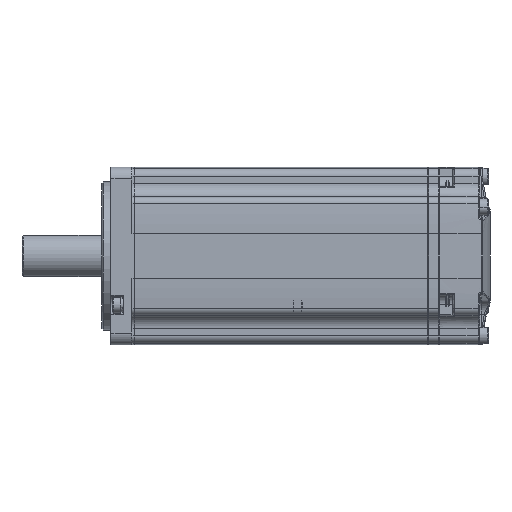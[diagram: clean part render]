
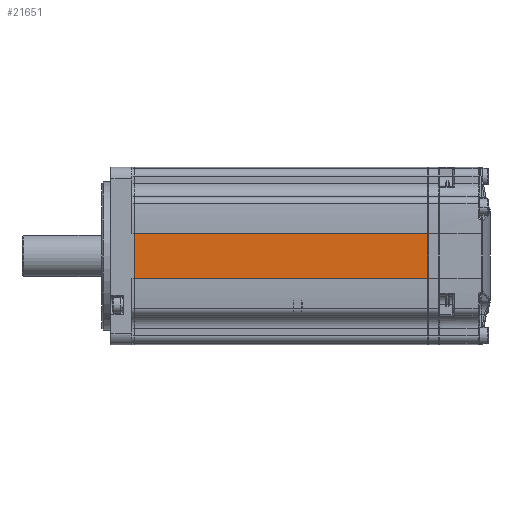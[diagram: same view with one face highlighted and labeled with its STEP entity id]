
A CAD part, front view. The second image highlights one B-rep face of the part: STEP entity #21651.
In plain terms, the highlighted planar face has unit normal (0, -1, 0).
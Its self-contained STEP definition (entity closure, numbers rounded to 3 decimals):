
#1373 = VECTOR ( 'NONE', #49776, 1000. ) ;
#4100 = CARTESIAN_POINT ( 'NONE',  ( 23.624, 15.781, 48.045 ) ) ;
#7309 = ORIENTED_EDGE ( 'NONE', *, *, #82657, .F. ) ;
#8949 = DIRECTION ( 'NONE',  ( 0., 0., -1. ) ) ;
#17273 = VECTOR ( 'NONE', #8949, 1000. ) ;
#18975 = VERTEX_POINT ( 'NONE', #61749 ) ;
#20153 = VECTOR ( 'NONE', #59286, 1000. ) ;
#20947 = DIRECTION ( 'NONE',  ( 0., 0., 1. ) ) ;
#21403 = LINE ( 'NONE', #68467, #17273 ) ;
#21651 = ADVANCED_FACE ( 'NONE', ( #82186 ), #66200, .F. ) ;
#24611 = DIRECTION ( 'NONE',  ( -1., 0., 0. ) ) ;
#29446 = CARTESIAN_POINT ( 'NONE',  ( 23.624, 15.781, 48.045 ) ) ;
#32607 = ORIENTED_EDGE ( 'NONE', *, *, #75893, .F. ) ;
#33545 = DIRECTION ( 'NONE',  ( 0., 1., 0. ) ) ;
#40447 = VERTEX_POINT ( 'NONE', #71262 ) ;
#43477 = LINE ( 'NONE', #29446, #1373 ) ;
#46547 = LINE ( 'NONE', #64119, #79240 ) ;
#49776 = DIRECTION ( 'NONE',  ( 0., 0., -1. ) ) ;
#53014 = EDGE_CURVE ( 'NONE', #18975, #73750, #46547, .T. ) ;
#59286 = DIRECTION ( 'NONE',  ( -1., 0., 0. ) ) ;
#60378 = EDGE_CURVE ( 'NONE', #73750, #40447, #43477, .T. ) ;
#60615 = ORIENTED_EDGE ( 'NONE', *, *, #60378, .T. ) ;
#61749 = CARTESIAN_POINT ( 'NONE',  ( 122.624, 15.781, 48.045 ) ) ;
#64119 = CARTESIAN_POINT ( 'NONE',  ( 122.624, 15.781, 48.045 ) ) ;
#65587 = CARTESIAN_POINT ( 'NONE',  ( 122.624, 15.781, 33.045 ) ) ;
#66200 = PLANE ( 'NONE',  #73428 ) ;
#68467 = CARTESIAN_POINT ( 'NONE',  ( 122.624, 15.781, 48.045 ) ) ;
#71262 = CARTESIAN_POINT ( 'NONE',  ( 23.624, 15.781, 33.045 ) ) ;
#73411 = ORIENTED_EDGE ( 'NONE', *, *, #53014, .T. ) ;
#73428 = AXIS2_PLACEMENT_3D ( 'NONE', #78755, #33545, #20947 ) ;
#73750 = VERTEX_POINT ( 'NONE', #4100 ) ;
#75893 = EDGE_CURVE ( 'NONE', #77585, #40447, #81550, .T. ) ;
#76732 = EDGE_LOOP ( 'NONE', ( #60615, #32607, #7309, #73411 ) ) ;
#76954 = CARTESIAN_POINT ( 'NONE',  ( 122.624, 15.781, 33.045 ) ) ;
#77585 = VERTEX_POINT ( 'NONE', #76954 ) ;
#78755 = CARTESIAN_POINT ( 'NONE',  ( 122.624, 15.781, 48.045 ) ) ;
#79240 = VECTOR ( 'NONE', #24611, 1000. ) ;
#81550 = LINE ( 'NONE', #65587, #20153 ) ;
#82186 = FACE_OUTER_BOUND ( 'NONE', #76732, .T. ) ;
#82657 = EDGE_CURVE ( 'NONE', #18975, #77585, #21403, .T. ) ;
